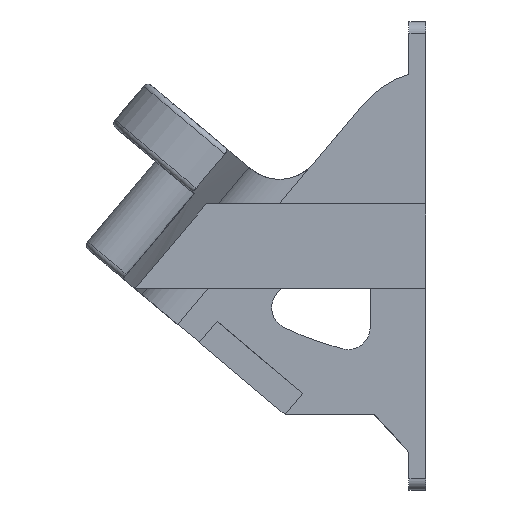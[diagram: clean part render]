
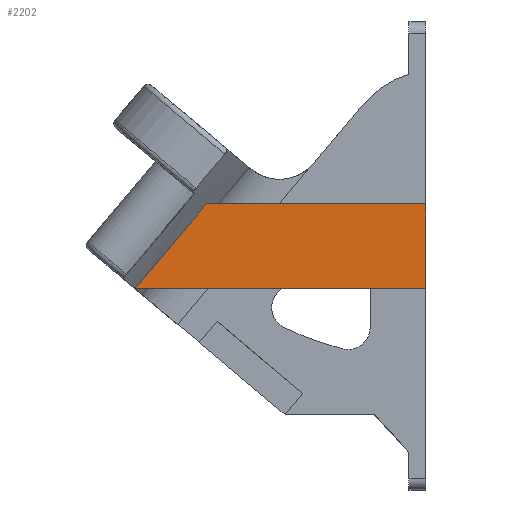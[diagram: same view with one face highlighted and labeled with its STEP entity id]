
A CAD part, left-side view. The second image highlights one B-rep face of the part: STEP entity #2202.
In plain terms, the highlighted planar face has unit normal (-1, 0, 0).
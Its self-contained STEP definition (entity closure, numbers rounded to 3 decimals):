
#90 = CARTESIAN_POINT ( 'NONE',  ( 0., 0., 0. ) ) ;
#341 = DIRECTION ( 'NONE',  ( -1., 0., 0. ) ) ;
#343 = ORIENTED_EDGE ( 'NONE', *, *, #857, .F. ) ;
#683 = VERTEX_POINT ( 'NONE', #1235 ) ;
#743 = VERTEX_POINT ( 'NONE', #90 ) ;
#751 = ORIENTED_EDGE ( 'NONE', *, *, #2865, .F. ) ;
#785 = ORIENTED_EDGE ( 'NONE', *, *, #984, .F. ) ;
#857 = EDGE_CURVE ( 'NONE', #3572, #1181, #1108, .T. ) ;
#907 = CARTESIAN_POINT ( 'NONE',  ( 0., 0., 0. ) ) ;
#984 = EDGE_CURVE ( 'NONE', #1181, #683, #3411, .T. ) ;
#1108 = LINE ( 'NONE', #2552, #1482 ) ;
#1181 = VERTEX_POINT ( 'NONE', #3556 ) ;
#1225 = LINE ( 'NONE', #1765, #2017 ) ;
#1235 = CARTESIAN_POINT ( 'NONE',  ( 0., 0., 15.321 ) ) ;
#1479 = DIRECTION ( 'NONE',  ( 0., 1., 0. ) ) ;
#1482 = VECTOR ( 'NONE', #2244, 1000. ) ;
#1512 = CARTESIAN_POINT ( 'NONE',  ( 0., 52.428, 0. ) ) ;
#1513 = CARTESIAN_POINT ( 'NONE',  ( 0., 0., 15.321 ) ) ;
#1544 = VECTOR ( 'NONE', #1479, 1000. ) ;
#1578 = ORIENTED_EDGE ( 'NONE', *, *, #1856, .F. ) ;
#1765 = CARTESIAN_POINT ( 'NONE',  ( 0., 0., 0. ) ) ;
#1856 = EDGE_CURVE ( 'NONE', #743, #3572, #2118, .T. ) ;
#1874 = PLANE ( 'NONE',  #2947 ) ;
#2017 = VECTOR ( 'NONE', #3231, 1000. ) ;
#2038 = DIRECTION ( 'NONE',  ( 0., 0., 1. ) ) ;
#2118 = LINE ( 'NONE', #3230, #1544 ) ;
#2202 = ADVANCED_FACE ( 'NONE', ( #2415 ), #1874, .T. ) ;
#2244 = DIRECTION ( 'NONE',  ( 0., -0.643, 0.766 ) ) ;
#2415 = FACE_OUTER_BOUND ( 'NONE', #2918, .T. ) ;
#2552 = CARTESIAN_POINT ( 'NONE',  ( 0., 39.572, 15.321 ) ) ;
#2858 = DIRECTION ( 'NONE',  ( 0., -1., 0. ) ) ;
#2865 = EDGE_CURVE ( 'NONE', #683, #743, #1225, .T. ) ;
#2918 = EDGE_LOOP ( 'NONE', ( #751, #785, #343, #1578 ) ) ;
#2947 = AXIS2_PLACEMENT_3D ( 'NONE', #907, #341, #2038 ) ;
#3230 = CARTESIAN_POINT ( 'NONE',  ( 0., 0., 0. ) ) ;
#3231 = DIRECTION ( 'NONE',  ( 0., 0., -1. ) ) ;
#3291 = VECTOR ( 'NONE', #2858, 1000. ) ;
#3411 = LINE ( 'NONE', #1513, #3291 ) ;
#3556 = CARTESIAN_POINT ( 'NONE',  ( 0., 39.572, 15.321 ) ) ;
#3572 = VERTEX_POINT ( 'NONE', #1512 ) ;
